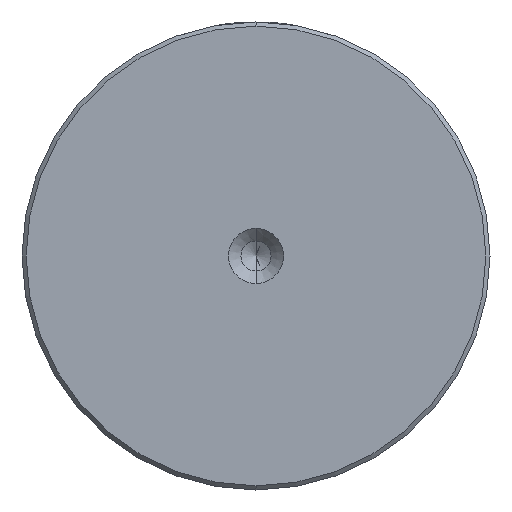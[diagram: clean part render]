
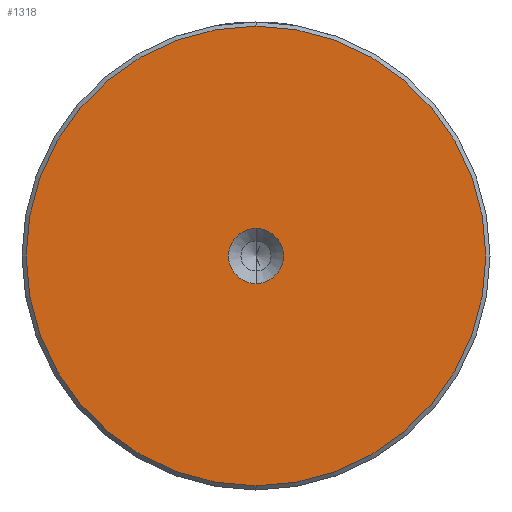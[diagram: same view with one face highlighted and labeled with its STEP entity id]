
A CAD part, left-side view. The second image highlights one B-rep face of the part: STEP entity #1318.
In plain terms, the highlighted planar face has unit normal (-1, 0, 0).
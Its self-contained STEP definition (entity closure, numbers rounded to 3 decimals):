
#181 = CARTESIAN_POINT ( 'NONE',  ( 0., 0., 0. ) ) ;
#198 = VERTEX_POINT ( 'NONE', #876 ) ;
#232 = AXIS2_PLACEMENT_3D ( 'NONE', #181, #1522, #377 ) ;
#259 = VERTEX_POINT ( 'NONE', #659 ) ;
#285 = DIRECTION ( 'NONE',  ( 0., 0., 1. ) ) ;
#377 = DIRECTION ( 'NONE',  ( 0., 0., 1. ) ) ;
#430 = DIRECTION ( 'NONE',  ( -1., 0., 0. ) ) ;
#431 = CIRCLE ( 'NONE', #634, 27.5 ) ;
#460 = EDGE_LOOP ( 'NONE', ( #1351, #625 ) ) ;
#477 = AXIS2_PLACEMENT_3D ( 'NONE', #553, #1870, #746 ) ;
#553 = CARTESIAN_POINT ( 'NONE',  ( 0., 0., 0. ) ) ;
#625 = ORIENTED_EDGE ( 'NONE', *, *, #1944, .F. ) ;
#634 = AXIS2_PLACEMENT_3D ( 'NONE', #1177, #1000, #990 ) ;
#659 = CARTESIAN_POINT ( 'NONE',  ( 0., 0., -3.3 ) ) ;
#661 = EDGE_CURVE ( 'NONE', #1025, #2206, #431, .T. ) ;
#683 = PLANE ( 'NONE',  #1148 ) ;
#746 = DIRECTION ( 'NONE',  ( 0., 0., 1. ) ) ;
#866 = FACE_OUTER_BOUND ( 'NONE', #992, .T. ) ;
#876 = CARTESIAN_POINT ( 'NONE',  ( 0., 0., 3.3 ) ) ;
#892 = ORIENTED_EDGE ( 'NONE', *, *, #1720, .T. ) ;
#990 = DIRECTION ( 'NONE',  ( 0., 0., 1. ) ) ;
#992 = EDGE_LOOP ( 'NONE', ( #1594, #892 ) ) ;
#1000 = DIRECTION ( 'NONE',  ( -1., 0., 0. ) ) ;
#1025 = VERTEX_POINT ( 'NONE', #1503 ) ;
#1046 = AXIS2_PLACEMENT_3D ( 'NONE', #1572, #430, #1748 ) ;
#1148 = AXIS2_PLACEMENT_3D ( 'NONE', #2197, #1439, #285 ) ;
#1177 = CARTESIAN_POINT ( 'NONE',  ( 0., 0., 0. ) ) ;
#1318 = ADVANCED_FACE ( 'NONE', ( #866, #1808 ), #683, .T. ) ;
#1351 = ORIENTED_EDGE ( 'NONE', *, *, #2181, .F. ) ;
#1367 = CIRCLE ( 'NONE', #477, 3.3 ) ;
#1439 = DIRECTION ( 'NONE',  ( -1., 0., 0. ) ) ;
#1446 = CIRCLE ( 'NONE', #232, 3.3 ) ;
#1503 = CARTESIAN_POINT ( 'NONE',  ( 0., 0., -27.5 ) ) ;
#1522 = DIRECTION ( 'NONE',  ( -1., 0., 0. ) ) ;
#1572 = CARTESIAN_POINT ( 'NONE',  ( 0., 0., 0. ) ) ;
#1594 = ORIENTED_EDGE ( 'NONE', *, *, #661, .T. ) ;
#1706 = CARTESIAN_POINT ( 'NONE',  ( 0., 0., 27.5 ) ) ;
#1720 = EDGE_CURVE ( 'NONE', #2206, #1025, #1769, .T. ) ;
#1748 = DIRECTION ( 'NONE',  ( 0., 0., 1. ) ) ;
#1769 = CIRCLE ( 'NONE', #1046, 27.5 ) ;
#1808 = FACE_BOUND ( 'NONE', #460, .T. ) ;
#1870 = DIRECTION ( 'NONE',  ( -1., 0., 0. ) ) ;
#1944 = EDGE_CURVE ( 'NONE', #259, #198, #1367, .T. ) ;
#2181 = EDGE_CURVE ( 'NONE', #198, #259, #1446, .T. ) ;
#2197 = CARTESIAN_POINT ( 'NONE',  ( 0., 0., 0. ) ) ;
#2206 = VERTEX_POINT ( 'NONE', #1706 ) ;
